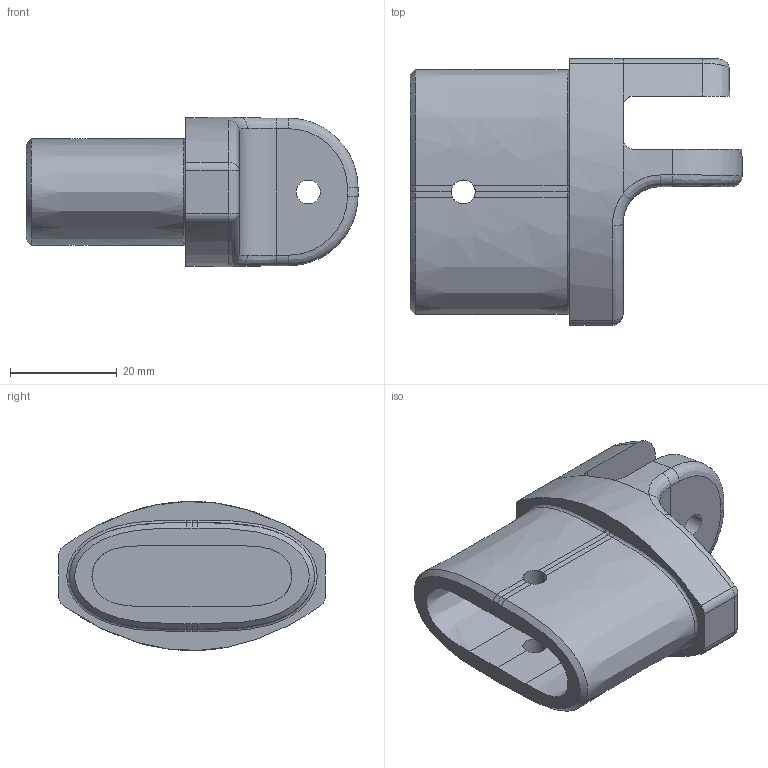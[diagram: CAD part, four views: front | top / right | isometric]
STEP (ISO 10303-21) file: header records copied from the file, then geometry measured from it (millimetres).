
FILE_DESCRIPTION(('CATIA V5 STEP Exchange'),'2;1');
FILE_NAME('MANCHON_BANNE.stp','2023-05-13T15:20:52+00:00',('none'),('none'),'CATIA Version 5 Release 20 GA (IN-10)','CATIA V5 STEP AP203','none');
FILE_SCHEMA(('CONFIG_CONTROL_DESIGN'));
Length unit declared in the file: millimetre
Products named in the file (1): MANCHON_BANNE
Bounding box: 62.33 x 50 x 28 mm (x, y, z)
Volume: 27987.1 mm3; surface area: 11429.1 mm2
Topology: 1 solids, 1 shells, 85 faces, 218 edges, 131 vertices
Faces by surface type: plane 28, cylinder 26, bspline 18, extrusion 10, sphere 3
Entity records: 4552 total; most frequent: CARTESIAN_POINT 2747, ORIENTED_EDGE 432, DIRECTION 228, EDGE_CURVE 216, VERTEX_POINT 131, VECTOR 100, EDGE_LOOP 91, B_SPLINE_CURVE_WITH_KNOTS 90
